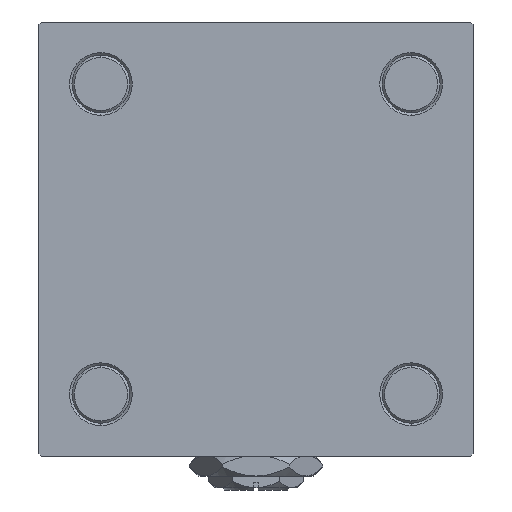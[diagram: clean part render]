
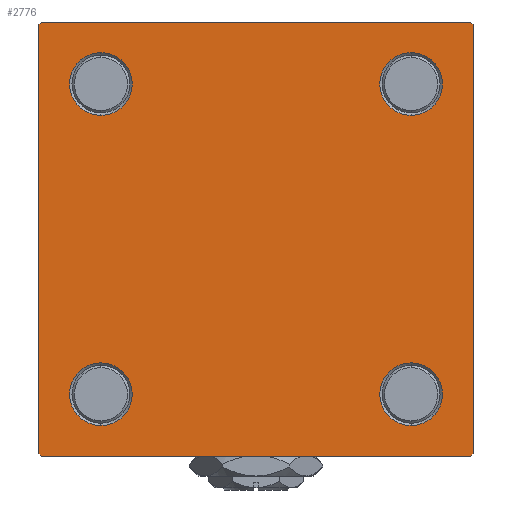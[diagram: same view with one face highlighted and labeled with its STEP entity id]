
A CAD part, left-side view. The second image highlights one B-rep face of the part: STEP entity #2776.
In plain terms, the highlighted planar face has unit normal (-1, 0, 0).
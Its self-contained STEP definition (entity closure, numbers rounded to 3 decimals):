
#23 = CARTESIAN_POINT ( 'NONE',  ( 0., 45., 45. ) ) ;
#1065 = LINE ( 'NONE', #25118, #36260 ) ;
#1183 = EDGE_CURVE ( 'NONE', #13997, #35299, #22507, .T. ) ;
#1339 = ORIENTED_EDGE ( 'NONE', *, *, #1183, .T. ) ;
#1444 = DIRECTION ( 'NONE',  ( 0., -0.707, 0.707 ) ) ;
#1722 = DIRECTION ( 'NONE',  ( -1., 0., 0. ) ) ;
#1939 = VECTOR ( 'NONE', #1444, 1000. ) ;
#2176 = EDGE_CURVE ( 'NONE', #51374, #19352, #25087, .T. ) ;
#2426 = EDGE_CURVE ( 'NONE', #19352, #51374, #48735, .T. ) ;
#2650 = VERTEX_POINT ( 'NONE', #8099 ) ;
#2718 = VECTOR ( 'NONE', #25272, 1000. ) ;
#2776 = ADVANCED_FACE ( 'NONE', ( #13366, #13624, #29762, #45903, #5689 ), #37958, .T. ) ;
#3381 = VECTOR ( 'NONE', #9317, 1000. ) ;
#3943 = CARTESIAN_POINT ( 'NONE',  ( 0., 44.5, -45. ) ) ;
#4086 = CARTESIAN_POINT ( 'NONE',  ( 0., -32.15, 38.65 ) ) ;
#4119 = DIRECTION ( 'NONE',  ( 1., 0., 0. ) ) ;
#4223 = CIRCLE ( 'NONE', #27838, 6.5 ) ;
#5689 = FACE_OUTER_BOUND ( 'NONE', #14930, .T. ) ;
#5849 = CARTESIAN_POINT ( 'NONE',  ( 0., -45., -44.5 ) ) ;
#5937 = ORIENTED_EDGE ( 'NONE', *, *, #2426, .T. ) ;
#6204 = CARTESIAN_POINT ( 'NONE',  ( 0., -44.75, -44.75 ) ) ;
#6665 = CARTESIAN_POINT ( 'NONE',  ( 0., 45., -44.5 ) ) ;
#6875 = DIRECTION ( 'NONE',  ( 0., -1., 0. ) ) ;
#7296 = CARTESIAN_POINT ( 'NONE',  ( 0., 45., 44.5 ) ) ;
#7750 = CARTESIAN_POINT ( 'NONE',  ( 0., 32.15, -32.15 ) ) ;
#8099 = CARTESIAN_POINT ( 'NONE',  ( 0., 32.15, 38.65 ) ) ;
#8558 = VECTOR ( 'NONE', #6875, 1000. ) ;
#8684 = CARTESIAN_POINT ( 'NONE',  ( 0., -32.15, 25.65 ) ) ;
#8729 = ORIENTED_EDGE ( 'NONE', *, *, #40538, .T. ) ;
#8777 = AXIS2_PLACEMENT_3D ( 'NONE', #11770, #27890, #15196 ) ;
#9309 = ORIENTED_EDGE ( 'NONE', *, *, #36281, .T. ) ;
#9317 = DIRECTION ( 'NONE',  ( 0., -1., 0. ) ) ;
#9780 = VECTOR ( 'NONE', #48200, 1000. ) ;
#9843 = VERTEX_POINT ( 'NONE', #52213 ) ;
#10579 = CARTESIAN_POINT ( 'NONE',  ( 0., -32.15, -32.15 ) ) ;
#10709 = ORIENTED_EDGE ( 'NONE', *, *, #47394, .T. ) ;
#10782 = AXIS2_PLACEMENT_3D ( 'NONE', #14141, #1722, #17843 ) ;
#10837 = DIRECTION ( 'NONE',  ( 0., 0., 1. ) ) ;
#11018 = VERTEX_POINT ( 'NONE', #7296 ) ;
#11555 = EDGE_CURVE ( 'NONE', #9843, #2650, #4223, .T. ) ;
#11623 = DIRECTION ( 'NONE',  ( 0., 0., -1. ) ) ;
#11770 = CARTESIAN_POINT ( 'NONE',  ( 0., -32.15, -32.15 ) ) ;
#12033 = ORIENTED_EDGE ( 'NONE', *, *, #28761, .T. ) ;
#12056 = CIRCLE ( 'NONE', #19631, 6.5 ) ;
#12425 = VERTEX_POINT ( 'NONE', #6665 ) ;
#12570 = ORIENTED_EDGE ( 'NONE', *, *, #19363, .T. ) ;
#12760 = EDGE_CURVE ( 'NONE', #40307, #19211, #22979, .T. ) ;
#12815 = CIRCLE ( 'NONE', #39852, 6.5 ) ;
#13292 = EDGE_CURVE ( 'NONE', #30692, #38901, #46078, .T. ) ;
#13366 = FACE_BOUND ( 'NONE', #22723, .T. ) ;
#13624 = FACE_BOUND ( 'NONE', #40247, .T. ) ;
#13909 = CARTESIAN_POINT ( 'NONE',  ( 0., -32.15, 32.15 ) ) ;
#13997 = VERTEX_POINT ( 'NONE', #8684 ) ;
#14141 = CARTESIAN_POINT ( 'NONE',  ( 0., 0., 0. ) ) ;
#14291 = CARTESIAN_POINT ( 'NONE',  ( 0., 45., -45. ) ) ;
#14357 = VECTOR ( 'NONE', #11623, 1000. ) ;
#14541 = EDGE_LOOP ( 'NONE', ( #21689, #51633 ) ) ;
#14868 = EDGE_LOOP ( 'NONE', ( #44889, #5937 ) ) ;
#14930 = EDGE_LOOP ( 'NONE', ( #50353, #10709, #12570, #8729, #26884, #36368, #15916, #12033 ) ) ;
#15196 = DIRECTION ( 'NONE',  ( 0., 0., 1. ) ) ;
#15916 = ORIENTED_EDGE ( 'NONE', *, *, #13292, .F. ) ;
#17391 = ORIENTED_EDGE ( 'NONE', *, *, #43152, .T. ) ;
#17843 = DIRECTION ( 'NONE',  ( 0., 0., 1. ) ) ;
#18248 = DIRECTION ( 'NONE',  ( 1., 0., 0. ) ) ;
#19040 = CARTESIAN_POINT ( 'NONE',  ( 0., -44.5, 45. ) ) ;
#19211 = VERTEX_POINT ( 'NONE', #5849 ) ;
#19352 = VERTEX_POINT ( 'NONE', #43125 ) ;
#19363 = EDGE_CURVE ( 'NONE', #33776, #34408, #34661, .T. ) ;
#19388 = ORIENTED_EDGE ( 'NONE', *, *, #34504, .T. ) ;
#19631 = AXIS2_PLACEMENT_3D ( 'NONE', #13909, #34283, #26065 ) ;
#21309 = VERTEX_POINT ( 'NONE', #27975 ) ;
#21689 = ORIENTED_EDGE ( 'NONE', *, *, #40426, .T. ) ;
#22111 = CARTESIAN_POINT ( 'NONE',  ( 0., -45., 44.5 ) ) ;
#22483 = DIRECTION ( 'NONE',  ( 1., 0., 0. ) ) ;
#22507 = CIRCLE ( 'NONE', #39413, 6.5 ) ;
#22723 = EDGE_LOOP ( 'NONE', ( #9309, #1339 ) ) ;
#22979 = LINE ( 'NONE', #27216, #14357 ) ;
#24722 = AXIS2_PLACEMENT_3D ( 'NONE', #44063, #4119, #48016 ) ;
#25087 = CIRCLE ( 'NONE', #49602, 6.5 ) ;
#25118 = CARTESIAN_POINT ( 'NONE',  ( 0., 44.75, 44.75 ) ) ;
#25272 = DIRECTION ( 'NONE',  ( 0., 0.707, 0.707 ) ) ;
#26065 = DIRECTION ( 'NONE',  ( 0., 0., 1. ) ) ;
#26884 = ORIENTED_EDGE ( 'NONE', *, *, #12760, .F. ) ;
#27196 = CARTESIAN_POINT ( 'NONE',  ( 0., 32.15, -25.65 ) ) ;
#27216 = CARTESIAN_POINT ( 'NONE',  ( 0., -45., 45. ) ) ;
#27838 = AXIS2_PLACEMENT_3D ( 'NONE', #40824, #45053, #37381 ) ;
#27840 = DIRECTION ( 'NONE',  ( 1., 0., 0. ) ) ;
#27890 = DIRECTION ( 'NONE',  ( 1., 0., 0. ) ) ;
#27975 = CARTESIAN_POINT ( 'NONE',  ( 0., -32.15, -38.65 ) ) ;
#28322 = DIRECTION ( 'NONE',  ( 0., 0., -1. ) ) ;
#28512 = DIRECTION ( 'NONE',  ( 1., 0., 0. ) ) ;
#28761 = EDGE_CURVE ( 'NONE', #30692, #11018, #1065, .T. ) ;
#29008 = CARTESIAN_POINT ( 'NONE',  ( 0., -44.75, 44.75 ) ) ;
#29410 = EDGE_CURVE ( 'NONE', #11018, #12425, #48686, .T. ) ;
#29673 = VERTEX_POINT ( 'NONE', #49155 ) ;
#29762 = FACE_BOUND ( 'NONE', #14868, .T. ) ;
#30692 = VERTEX_POINT ( 'NONE', #49062 ) ;
#31863 = AXIS2_PLACEMENT_3D ( 'NONE', #49399, #28512, #41213 ) ;
#33776 = VERTEX_POINT ( 'NONE', #3943 ) ;
#34283 = DIRECTION ( 'NONE',  ( 1., 0., 0. ) ) ;
#34408 = VERTEX_POINT ( 'NONE', #39463 ) ;
#34504 = EDGE_CURVE ( 'NONE', #21309, #29673, #12815, .T. ) ;
#34661 = LINE ( 'NONE', #14291, #8558 ) ;
#34897 = CIRCLE ( 'NONE', #24722, 6.5 ) ;
#35032 = EDGE_CURVE ( 'NONE', #40307, #38901, #41171, .T. ) ;
#35299 = VERTEX_POINT ( 'NONE', #4086 ) ;
#36260 = VECTOR ( 'NONE', #41538, 1000. ) ;
#36281 = EDGE_CURVE ( 'NONE', #35299, #13997, #12056, .T. ) ;
#36303 = DIRECTION ( 'NONE',  ( 0., 0., 1. ) ) ;
#36368 = ORIENTED_EDGE ( 'NONE', *, *, #35032, .T. ) ;
#37381 = DIRECTION ( 'NONE',  ( 0., 0., 1. ) ) ;
#37958 = PLANE ( 'NONE',  #10782 ) ;
#38901 = VERTEX_POINT ( 'NONE', #19040 ) ;
#39413 = AXIS2_PLACEMENT_3D ( 'NONE', #46058, #22483, #50022 ) ;
#39463 = CARTESIAN_POINT ( 'NONE',  ( 0., -44.5, -45. ) ) ;
#39852 = AXIS2_PLACEMENT_3D ( 'NONE', #10579, #18248, #10837 ) ;
#40247 = EDGE_LOOP ( 'NONE', ( #17391, #19388 ) ) ;
#40307 = VERTEX_POINT ( 'NONE', #22111 ) ;
#40426 = EDGE_CURVE ( 'NONE', #2650, #9843, #34897, .T. ) ;
#40538 = EDGE_CURVE ( 'NONE', #34408, #19211, #50107, .T. ) ;
#40824 = CARTESIAN_POINT ( 'NONE',  ( 0., 32.15, 32.15 ) ) ;
#41171 = LINE ( 'NONE', #29008, #2718 ) ;
#41213 = DIRECTION ( 'NONE',  ( 0., 0., 1. ) ) ;
#41538 = DIRECTION ( 'NONE',  ( 0., 0.707, -0.707 ) ) ;
#43125 = CARTESIAN_POINT ( 'NONE',  ( 0., 32.15, -38.65 ) ) ;
#43152 = EDGE_CURVE ( 'NONE', #29673, #21309, #45928, .T. ) ;
#44063 = CARTESIAN_POINT ( 'NONE',  ( 0., 32.15, 32.15 ) ) ;
#44889 = ORIENTED_EDGE ( 'NONE', *, *, #2176, .T. ) ;
#45053 = DIRECTION ( 'NONE',  ( 1., 0., 0. ) ) ;
#45307 = CARTESIAN_POINT ( 'NONE',  ( 0., 45., 45. ) ) ;
#45903 = FACE_BOUND ( 'NONE', #14541, .T. ) ;
#45928 = CIRCLE ( 'NONE', #8777, 6.5 ) ;
#46058 = CARTESIAN_POINT ( 'NONE',  ( 0., -32.15, 32.15 ) ) ;
#46078 = LINE ( 'NONE', #45307, #3381 ) ;
#47394 = EDGE_CURVE ( 'NONE', #12425, #33776, #47941, .T. ) ;
#47941 = LINE ( 'NONE', #52166, #9780 ) ;
#48016 = DIRECTION ( 'NONE',  ( 0., 0., 1. ) ) ;
#48200 = DIRECTION ( 'NONE',  ( 0., -0.707, -0.707 ) ) ;
#48686 = LINE ( 'NONE', #23, #48981 ) ;
#48735 = CIRCLE ( 'NONE', #31863, 6.5 ) ;
#48981 = VECTOR ( 'NONE', #28322, 1000. ) ;
#49062 = CARTESIAN_POINT ( 'NONE',  ( 0., 44.5, 45. ) ) ;
#49155 = CARTESIAN_POINT ( 'NONE',  ( 0., -32.15, -25.65 ) ) ;
#49399 = CARTESIAN_POINT ( 'NONE',  ( 0., 32.15, -32.15 ) ) ;
#49602 = AXIS2_PLACEMENT_3D ( 'NONE', #7750, #27840, #36303 ) ;
#50022 = DIRECTION ( 'NONE',  ( 0., 0., 1. ) ) ;
#50107 = LINE ( 'NONE', #6204, #1939 ) ;
#50353 = ORIENTED_EDGE ( 'NONE', *, *, #29410, .T. ) ;
#51374 = VERTEX_POINT ( 'NONE', #27196 ) ;
#51633 = ORIENTED_EDGE ( 'NONE', *, *, #11555, .T. ) ;
#52166 = CARTESIAN_POINT ( 'NONE',  ( 0., 44.75, -44.75 ) ) ;
#52213 = CARTESIAN_POINT ( 'NONE',  ( 0., 32.15, 25.65 ) ) ;
